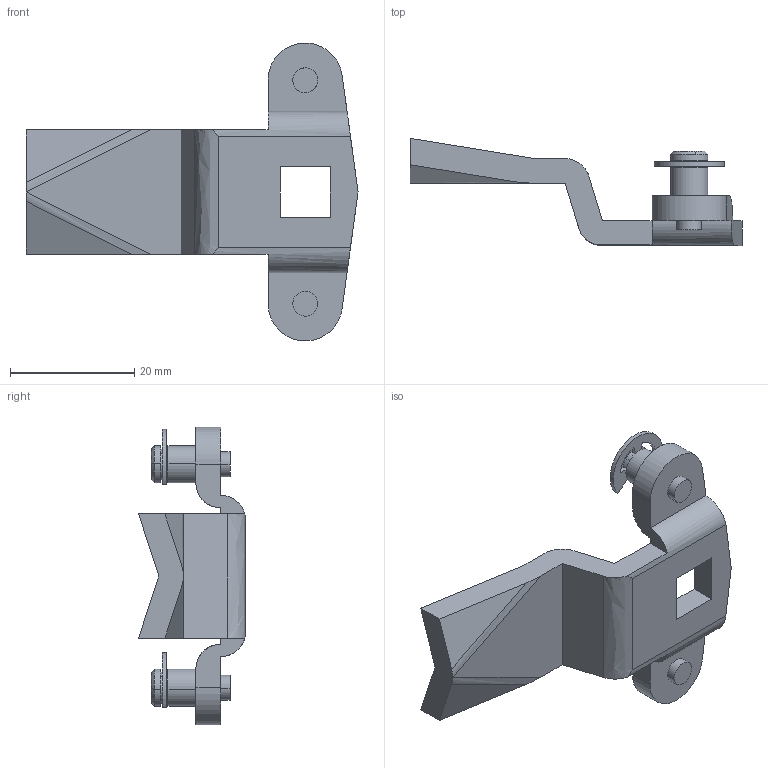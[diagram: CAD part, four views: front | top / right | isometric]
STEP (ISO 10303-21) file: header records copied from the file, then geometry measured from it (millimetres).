
FILE_DESCRIPTION((''),'2;1');
FILE_NAME('','2006-10-31T08:10:40',(''),(''),'','CADfix','');
FILE_SCHEMA(('AUTOMOTIVE_DESIGN'));
Length unit declared in the file: millimetre
Products named in the file (1): cam
Bounding box: 53.5 x 17.26 x 47.99 mm (x, y, z)
Volume: 6305.4 mm3; surface area: 4524.9 mm2
Topology: 1 solids, 1 shells, 85 faces, 265 edges, 186 vertices
Faces by surface type: bspline 85
Entity records: 2971 total; most frequent: CARTESIAN_POINT 1491, ORIENTED_EDGE 530, EDGE_CURVE 265, VERTEX_POINT 186, QUASI_UNIFORM_CURVE 145, EDGE_LOOP 99, FACE_OUTER_BOUND 85, ADVANCED_FACE 85
